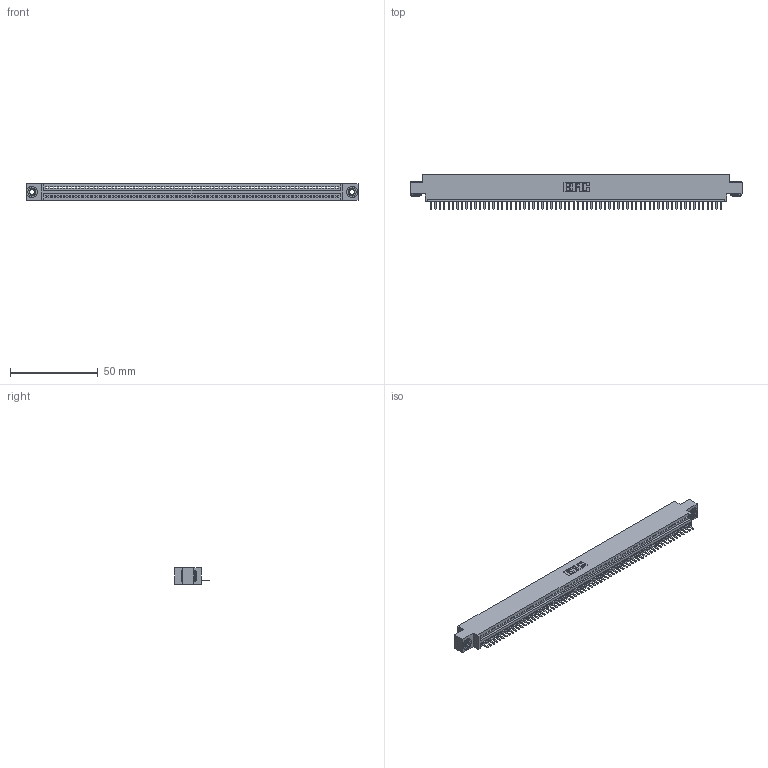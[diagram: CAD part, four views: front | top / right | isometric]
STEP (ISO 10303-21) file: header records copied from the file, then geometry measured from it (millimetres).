
FILE_DESCRIPTION (( 'STEP AP203' ), '1' );
FILE_NAME ('345-066-520-603.STEP', '2019-10-11T20:15:50', ( '' ), ( '' ), 'SwSTEP 2.0', 'SolidWorks 2016', '' );
FILE_SCHEMA (( 'CONFIG_CONTROL_DESIGN' ));
Length unit declared in the file: inch
Products named in the file (4): 345-066-520-603; 345-250-002_345-250-002-102; 345 Part_0.170 Offset - 0.156 Dia-TH; 345-292-001_345-293-120
Assembly tree (69 placements, depth 2):
  345-066-520-603
    345 Part_0.170 Offset - 0.156 Dia-TH
    345-292-001_345-293-120  x66
    345-250-002_345-250-002-102  x2
Bounding box: 188.85 x 19.68 x 9.4 mm (x, y, z)
Volume: 17849.8 mm3; surface area: 23766.9 mm2
Topology: 69 solids, 69 shells, 4260 faces, 12573 edges, 8202 vertices
Faces by surface type: plane 2866, cylinder 1386, cone 8
Entity records: 47338 total; most frequent: CARTESIAN_POINT 8189, ORIENTED_EDGE 8170, DIRECTION 7135, EDGE_CURVE 4085, LINE 3661, VECTOR 3661, VERTEX_POINT 2718, AXIS2_PLACEMENT_3D 1737
